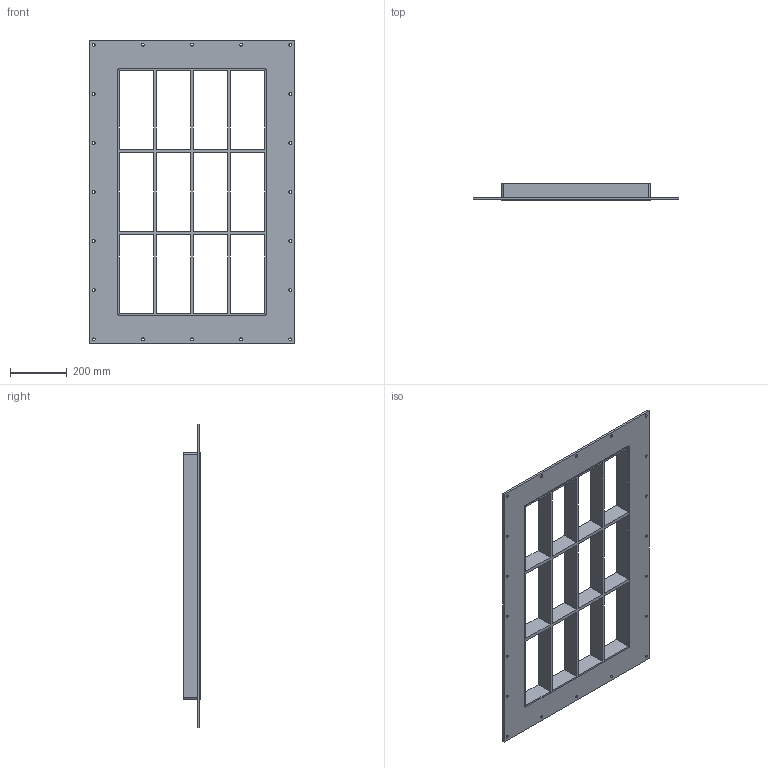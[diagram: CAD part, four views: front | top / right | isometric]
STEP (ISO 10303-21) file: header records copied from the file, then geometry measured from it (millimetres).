
FILE_DESCRIPTION((''),'2;1');
FILE_NAME('GHFL1008+8+8X4.stp','2014-03-10T22:18:24',(''),(''),'Autodesk Inventor 2013','Autodesk Inventor 2013','');
FILE_SCHEMA(('AUTOMOTIVE_DESIGN { 1 0 10303 214 1 1 1 1 }'));
Length unit declared in the file: millimetre
Products named in the file (1): GH FL100
Bounding box: 724 x 60 x 1070 mm (x, y, z)
Volume: 5135226.5 mm3; surface area: 1491376.1 mm2
Topology: 1 solids, 1 shells, 92 faces, 284 edges, 196 vertices
Faces by surface type: plane 64, cylinder 28
Full cylindrical faces by diameter (mm): 10 x20
Entity records: 3058 total; most frequent: CARTESIAN_POINT 513, ORIENTED_EDGE 488, DIRECTION 486, EDGE_CURVE 244, VECTOR 188, LINE 188, EDGE_LOOP 178, VERTEX_POINT 176
